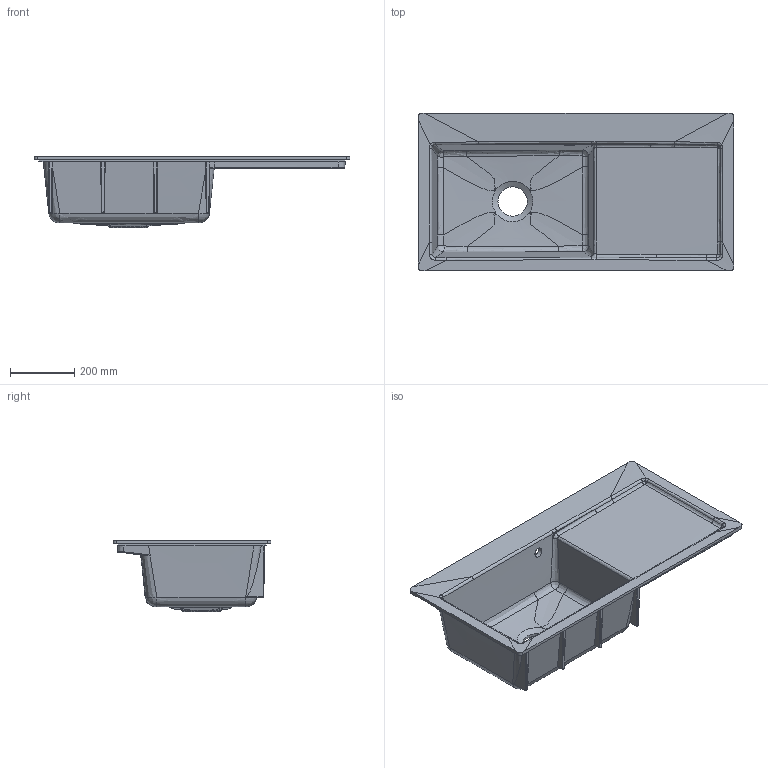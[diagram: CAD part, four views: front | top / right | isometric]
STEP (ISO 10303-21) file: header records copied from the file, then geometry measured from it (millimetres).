
FILE_DESCRIPTION(/* description */ (''),/* implementation_level */ '2;1');
FILE_NAME(/* name */ '67180F_67181F_67182F.stp',/* time_stamp */ '2022-09-06T10:13:13+02:00',/* author */ (''),/* organization */ (''),/* preprocessor_version */ 'ST-DEVELOPER v18.1',/* originating_system */ 'SIEMENS PLM Software NX 1973',/* authorisation */ '');
FILE_SCHEMA (('AUTOMOTIVE_DESIGN { 1 0 10303 214 3 1 1 1 }'));
Length unit declared in the file: millimetre
Products named in the file (1): rupp483C9BACrsmo
Bounding box: 979.71 x 489.14 x 220.54 mm (x, y, z)
Volume: 10946078.7 mm3; surface area: 1613812.1 mm2
Topology: 1 solids, 1 shells, 280 faces, 706 edges, 415 vertices
Faces by surface type: bspline 250, plane 16, sphere 6, cylinder 6, torus 1, cone 1
Full cylindrical faces by diameter (mm): 30 x1, 91.239 x1
Entity records: 18993 total; most frequent: CARTESIAN_POINT 14579, ORIENTED_EDGE 1370, EDGE_CURVE 685, B_SPLINE_CURVE_WITH_KNOTS 562, VERTEX_POINT 412, EDGE_LOOP 289, ADVANCED_FACE 280, FACE_OUTER_BOUND 271
